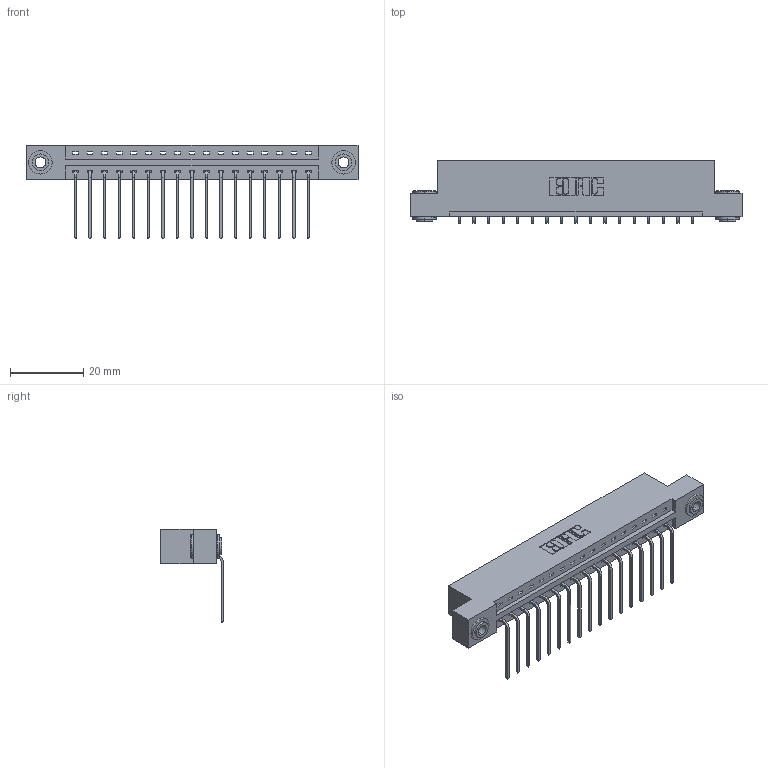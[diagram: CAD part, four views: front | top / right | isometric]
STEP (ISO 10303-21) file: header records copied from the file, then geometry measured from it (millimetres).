
FILE_DESCRIPTION (( 'STEP AP203' ), '1' );
FILE_NAME ('387-017-559-103.STEP', '2018-09-12T05:35:51', ( '' ), ( '' ), 'SwSTEP 2.0', 'SolidWorks 2016', '' );
FILE_SCHEMA (( 'CONFIG_CONTROL_DESIGN' ));
Length unit declared in the file: inch
Products named in the file (4): 337 Part_Flush Mounting Lugs - 0.156 Dia-TH; 345-292-001_558 559 Tail - 1; 345-250-002_345-250-002-102; 387-017-559-103
Assembly tree (20 placements, depth 2):
  387-017-559-103
    337 Part_Flush Mounting Lugs - 0.156 Dia-TH
    345-292-001_558 559 Tail - 1  x17
    345-250-002_345-250-002-102  x2
Bounding box: 90.37 x 17.09 x 25.53 mm (x, y, z)
Volume: 9156 mm3; surface area: 9903.3 mm2
Topology: 20 solids, 20 shells, 1240 faces, 3685 edges, 2430 vertices
Faces by surface type: plane 896, cylinder 336, cone 8
Entity records: 16604 total; most frequent: CARTESIAN_POINT 2868, ORIENTED_EDGE 2814, DIRECTION 2499, EDGE_CURVE 1407, LINE 1255, VECTOR 1255, VERTEX_POINT 934, AXIS2_PLACEMENT_3D 622
